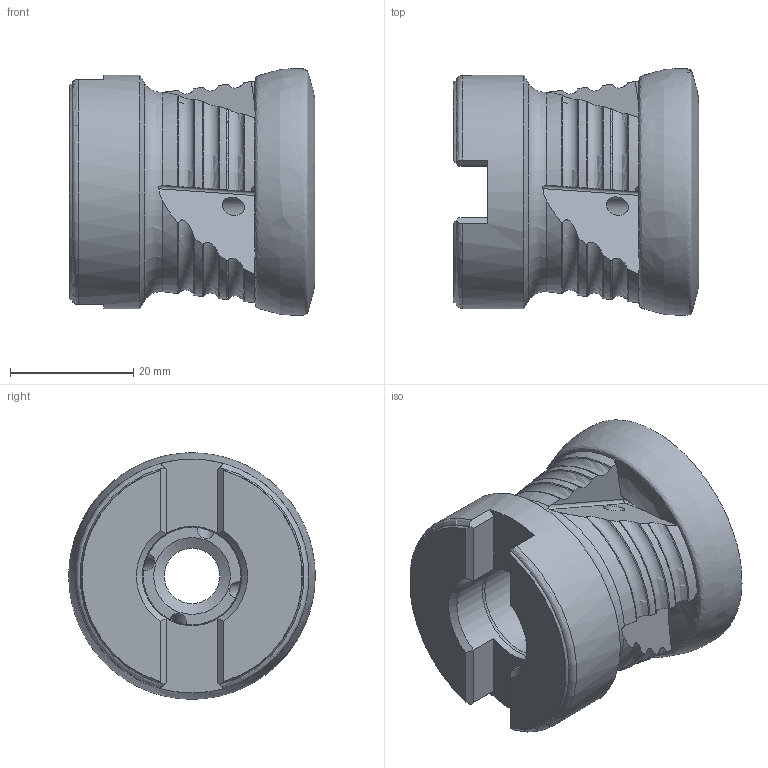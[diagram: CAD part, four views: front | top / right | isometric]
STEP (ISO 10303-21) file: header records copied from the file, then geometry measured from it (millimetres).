
FILE_DESCRIPTION (( 'STEP AP214' ), '1' );
FILE_NAME ('00PP-040-09-4.STEP', '2013-10-17T07:50:12', ( '' ), ( '' ), 'SwSTEP 2.0', 'SolidWorks 2013', '' );
FILE_SCHEMA (( 'AUTOMOTIVE_DESIGN' ));
Length unit declared in the file: millimetre
Products named in the file (1): 00PP-040-09-4
Bounding box: 39.93 x 40.03 x 40.02 mm (x, y, z)
Volume: 31446.9 mm3; surface area: 9702.3 mm2
Topology: 1 solids, 1 shells, 172 faces, 502 edges, 325 vertices
Faces by surface type: plane 51, torus 49, cone 37, cylinder 34, bspline 1
Full cylindrical faces by diameter (mm): 3 x4, 9 x1, 13.5 x1, 15.85 x1, 16.15 x1, 16.3 x1, 38 x1
Entity records: 8367 total; most frequent: CARTESIAN_POINT 4275, ORIENTED_EDGE 952, DIRECTION 724, EDGE_CURVE 476, VERTEX_POINT 316, AXIS2_PLACEMENT_3D 316, EDGE_LOOP 198, B_SPLINE_CURVE_WITH_KNOTS 192
